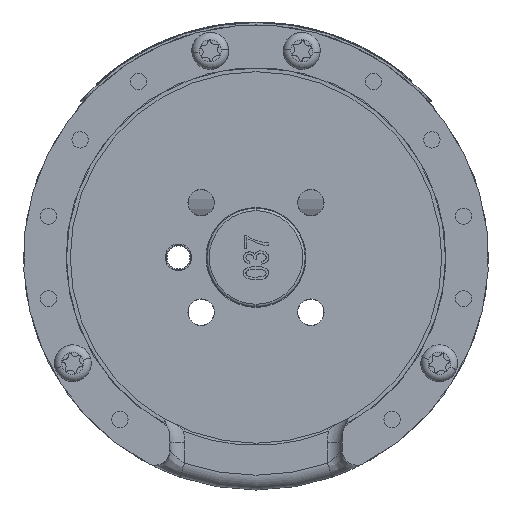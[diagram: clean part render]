
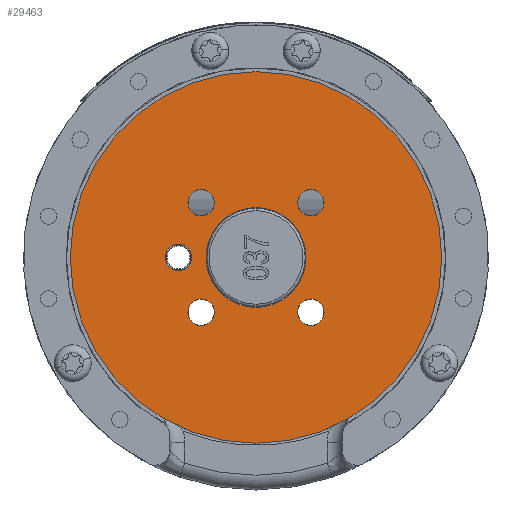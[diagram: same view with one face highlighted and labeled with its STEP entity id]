
A CAD part, front view. The second image highlights one B-rep face of the part: STEP entity #29463.
In plain terms, the highlighted planar face has unit normal (0, -1, 0).
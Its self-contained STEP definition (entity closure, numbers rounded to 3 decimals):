
#36 = ORIENTED_EDGE ( 'NONE', *, *, #964, .F. ) ;
#293 = CIRCLE ( 'NONE', #23301, 2.7 ) ;
#964 = EDGE_CURVE ( 'NONE', #10168, #31042, #26978, .T. ) ;
#1595 = AXIS2_PLACEMENT_3D ( 'NONE', #20051, #4921, #22632 ) ;
#2421 = EDGE_LOOP ( 'NONE', ( #14432, #7051 ) ) ;
#2891 = EDGE_CURVE ( 'NONE', #10327, #13019, #4352, .T. ) ;
#2939 = EDGE_LOOP ( 'NONE', ( #13252, #11303 ) ) ;
#2991 = ORIENTED_EDGE ( 'NONE', *, *, #14147, .F. ) ;
#3273 = DIRECTION ( 'NONE',  ( 0., -1., 0. ) ) ;
#3383 = EDGE_CURVE ( 'NONE', #11953, #26421, #8280, .T. ) ;
#3490 = AXIS2_PLACEMENT_3D ( 'NONE', #14888, #32446, #17386 ) ;
#3550 = AXIS2_PLACEMENT_3D ( 'NONE', #5884, #23983, #15550 ) ;
#3626 = AXIS2_PLACEMENT_3D ( 'NONE', #18397, #3273, #20936 ) ;
#3759 = EDGE_CURVE ( 'NONE', #21503, #22982, #27205, .T. ) ;
#3868 = VERTEX_POINT ( 'NONE', #14911 ) ;
#4352 = CIRCLE ( 'NONE', #10530, 10.15 ) ;
#4582 = CARTESIAN_POINT ( 'NONE',  ( 0., 4., -10.15 ) ) ;
#4730 = CARTESIAN_POINT ( 'NONE',  ( 0., 4., 0. ) ) ;
#4824 = CARTESIAN_POINT ( 'NONE',  ( 11.137, 4., -11.137 ) ) ;
#4921 = DIRECTION ( 'NONE',  ( 0., -1., 0. ) ) ;
#5049 = CIRCLE ( 'NONE', #6884, 37.75 ) ;
#5149 = FACE_BOUND ( 'NONE', #11858, .T. ) ;
#5308 = AXIS2_PLACEMENT_3D ( 'NONE', #6807, #24512, #9352 ) ;
#5375 = EDGE_LOOP ( 'NONE', ( #21858, #30388 ) ) ;
#5884 = CARTESIAN_POINT ( 'NONE',  ( -11.137, 4., -11.137 ) ) ;
#6573 = AXIS2_PLACEMENT_3D ( 'NONE', #4824, #22528, #7363 ) ;
#6807 = CARTESIAN_POINT ( 'NONE',  ( -15.75, 4., 0. ) ) ;
#6884 = AXIS2_PLACEMENT_3D ( 'NONE', #23303, #8124, #25800 ) ;
#6941 = VERTEX_POINT ( 'NONE', #31411 ) ;
#7013 = DIRECTION ( 'NONE',  ( 0., -1., 0. ) ) ;
#7051 = ORIENTED_EDGE ( 'NONE', *, *, #16912, .F. ) ;
#7363 = DIRECTION ( 'NONE',  ( 0., 0., 1. ) ) ;
#7529 = CARTESIAN_POINT ( 'NONE',  ( -11.137, 4., 11.137 ) ) ;
#8124 = DIRECTION ( 'NONE',  ( 0., -1., 0. ) ) ;
#8280 = CIRCLE ( 'NONE', #18344, 2.7 ) ;
#8501 = EDGE_LOOP ( 'NONE', ( #36, #12998 ) ) ;
#8894 = EDGE_CURVE ( 'NONE', #6941, #22294, #18298, .T. ) ;
#9352 = DIRECTION ( 'NONE',  ( 0., 0., 1. ) ) ;
#9633 = ORIENTED_EDGE ( 'NONE', *, *, #2891, .F. ) ;
#10053 = CARTESIAN_POINT ( 'NONE',  ( 11.137, 4., -11.137 ) ) ;
#10105 = DIRECTION ( 'NONE',  ( 0., 0., 1. ) ) ;
#10168 = VERTEX_POINT ( 'NONE', #11610 ) ;
#10300 = CARTESIAN_POINT ( 'NONE',  ( -11.137, 4., 11.137 ) ) ;
#10327 = VERTEX_POINT ( 'NONE', #17106 ) ;
#10530 = AXIS2_PLACEMENT_3D ( 'NONE', #24749, #26869, #15988 ) ;
#11303 = ORIENTED_EDGE ( 'NONE', *, *, #12681, .T. ) ;
#11329 = CARTESIAN_POINT ( 'NONE',  ( -11.137, 4., -13.837 ) ) ;
#11610 = CARTESIAN_POINT ( 'NONE',  ( 11.137, 4., -13.837 ) ) ;
#11858 = EDGE_LOOP ( 'NONE', ( #2991, #9633 ) ) ;
#11912 = FACE_OUTER_BOUND ( 'NONE', #2939, .T. ) ;
#11953 = VERTEX_POINT ( 'NONE', #18177 ) ;
#11972 = CIRCLE ( 'NONE', #1595, 2.7 ) ;
#12097 = EDGE_CURVE ( 'NONE', #13913, #23711, #27173, .T. ) ;
#12289 = AXIS2_PLACEMENT_3D ( 'NONE', #7529, #25220, #10105 ) ;
#12542 = CARTESIAN_POINT ( 'NONE',  ( 0., 4., 0. ) ) ;
#12681 = EDGE_CURVE ( 'NONE', #17665, #3868, #5049, .T. ) ;
#12807 = AXIS2_PLACEMENT_3D ( 'NONE', #10053, #28752, #16539 ) ;
#12866 = DIRECTION ( 'NONE',  ( 0., 0., 1. ) ) ;
#12998 = ORIENTED_EDGE ( 'NONE', *, *, #24085, .F. ) ;
#13019 = VERTEX_POINT ( 'NONE', #4582 ) ;
#13252 = ORIENTED_EDGE ( 'NONE', *, *, #27604, .T. ) ;
#13273 = CARTESIAN_POINT ( 'NONE',  ( 11.137, 4., 8.437 ) ) ;
#13693 = EDGE_LOOP ( 'NONE', ( #24202, #24785 ) ) ;
#13913 = VERTEX_POINT ( 'NONE', #19645 ) ;
#14147 = EDGE_CURVE ( 'NONE', #13019, #10327, #16860, .T. ) ;
#14432 = ORIENTED_EDGE ( 'NONE', *, *, #3759, .F. ) ;
#14888 = CARTESIAN_POINT ( 'NONE',  ( -11.137, 4., -11.137 ) ) ;
#14911 = CARTESIAN_POINT ( 'NONE',  ( 0., 4., -37.75 ) ) ;
#15082 = DIRECTION ( 'NONE',  ( 0., 0., 1. ) ) ;
#15550 = DIRECTION ( 'NONE',  ( 0., 0., 1. ) ) ;
#15988 = DIRECTION ( 'NONE',  ( 0., 0., 1. ) ) ;
#16017 = CARTESIAN_POINT ( 'NONE',  ( -15.75, 4., -2.7 ) ) ;
#16539 = DIRECTION ( 'NONE',  ( 0., 0., 1. ) ) ;
#16740 = CIRCLE ( 'NONE', #3490, 2.7 ) ;
#16860 = CIRCLE ( 'NONE', #3626, 10.15 ) ;
#16912 = EDGE_CURVE ( 'NONE', #22982, #21503, #16740, .T. ) ;
#17106 = CARTESIAN_POINT ( 'NONE',  ( 0., 4., 10.15 ) ) ;
#17386 = DIRECTION ( 'NONE',  ( 0., 0., 1. ) ) ;
#17554 = DIRECTION ( 'NONE',  ( 0., 0., 1. ) ) ;
#17665 = VERTEX_POINT ( 'NONE', #28621 ) ;
#17922 = EDGE_CURVE ( 'NONE', #26421, #11953, #11972, .T. ) ;
#18177 = CARTESIAN_POINT ( 'NONE',  ( 11.137, 4., 13.837 ) ) ;
#18208 = CARTESIAN_POINT ( 'NONE',  ( -11.137, 4., 13.837 ) ) ;
#18276 = AXIS2_PLACEMENT_3D ( 'NONE', #12542, #30097, #15082 ) ;
#18298 = CIRCLE ( 'NONE', #5308, 2.7 ) ;
#18344 = AXIS2_PLACEMENT_3D ( 'NONE', #24650, #27013, #19295 ) ;
#18397 = CARTESIAN_POINT ( 'NONE',  ( 0., 4., 0. ) ) ;
#18495 = CIRCLE ( 'NONE', #12289, 2.7 ) ;
#18596 = FACE_BOUND ( 'NONE', #8501, .T. ) ;
#19129 = CARTESIAN_POINT ( 'NONE',  ( -11.137, 4., -8.437 ) ) ;
#19295 = DIRECTION ( 'NONE',  ( 0., 0., 1. ) ) ;
#19645 = CARTESIAN_POINT ( 'NONE',  ( -11.137, 4., 8.437 ) ) ;
#19967 = DIRECTION ( 'NONE',  ( 0., -1., 0. ) ) ;
#20051 = CARTESIAN_POINT ( 'NONE',  ( 11.137, 4., 11.137 ) ) ;
#20173 = FACE_BOUND ( 'NONE', #13693, .T. ) ;
#20936 = DIRECTION ( 'NONE',  ( 0., 0., 1. ) ) ;
#20964 = FACE_BOUND ( 'NONE', #5375, .T. ) ;
#21273 = EDGE_CURVE ( 'NONE', #23711, #13913, #18495, .T. ) ;
#21503 = VERTEX_POINT ( 'NONE', #11329 ) ;
#21858 = ORIENTED_EDGE ( 'NONE', *, *, #12097, .F. ) ;
#22163 = CARTESIAN_POINT ( 'NONE',  ( -15.75, 4., 0. ) ) ;
#22294 = VERTEX_POINT ( 'NONE', #16017 ) ;
#22528 = DIRECTION ( 'NONE',  ( 0., -1., 0. ) ) ;
#22586 = EDGE_CURVE ( 'NONE', #22294, #6941, #293, .T. ) ;
#22632 = DIRECTION ( 'NONE',  ( 0., 0., 1. ) ) ;
#22982 = VERTEX_POINT ( 'NONE', #19129 ) ;
#23301 = AXIS2_PLACEMENT_3D ( 'NONE', #22163, #7013, #24709 ) ;
#23303 = CARTESIAN_POINT ( 'NONE',  ( 0., 4., 0. ) ) ;
#23711 = VERTEX_POINT ( 'NONE', #18208 ) ;
#23861 = CIRCLE ( 'NONE', #18276, 37.75 ) ;
#23983 = DIRECTION ( 'NONE',  ( 0., -1., 0. ) ) ;
#24085 = EDGE_CURVE ( 'NONE', #31042, #10168, #25515, .T. ) ;
#24202 = ORIENTED_EDGE ( 'NONE', *, *, #22586, .F. ) ;
#24512 = DIRECTION ( 'NONE',  ( 0., -1., 0. ) ) ;
#24650 = CARTESIAN_POINT ( 'NONE',  ( 11.137, 4., 11.137 ) ) ;
#24709 = DIRECTION ( 'NONE',  ( 0., 0., 1. ) ) ;
#24749 = CARTESIAN_POINT ( 'NONE',  ( 0., 4., 0. ) ) ;
#24785 = ORIENTED_EDGE ( 'NONE', *, *, #8894, .F. ) ;
#25220 = DIRECTION ( 'NONE',  ( 0., -1., 0. ) ) ;
#25309 = FACE_BOUND ( 'NONE', #27768, .T. ) ;
#25515 = CIRCLE ( 'NONE', #6573, 2.7 ) ;
#25800 = DIRECTION ( 'NONE',  ( 0., 0., 1. ) ) ;
#26421 = VERTEX_POINT ( 'NONE', #13273 ) ;
#26554 = ORIENTED_EDGE ( 'NONE', *, *, #3383, .F. ) ;
#26709 = CARTESIAN_POINT ( 'NONE',  ( 11.137, 4., -8.437 ) ) ;
#26869 = DIRECTION ( 'NONE',  ( 0., -1., 0. ) ) ;
#26978 = CIRCLE ( 'NONE', #12807, 2.7 ) ;
#27013 = DIRECTION ( 'NONE',  ( 0., -1., 0. ) ) ;
#27173 = CIRCLE ( 'NONE', #31754, 2.7 ) ;
#27205 = CIRCLE ( 'NONE', #3550, 2.7 ) ;
#27604 = EDGE_CURVE ( 'NONE', #3868, #17665, #23861, .T. ) ;
#27768 = EDGE_LOOP ( 'NONE', ( #31994, #26554 ) ) ;
#27889 = DIRECTION ( 'NONE',  ( 0., -1., 0. ) ) ;
#27983 = AXIS2_PLACEMENT_3D ( 'NONE', #4730, #19967, #17554 ) ;
#28621 = CARTESIAN_POINT ( 'NONE',  ( 0., 4., 37.75 ) ) ;
#28752 = DIRECTION ( 'NONE',  ( 0., -1., 0. ) ) ;
#29463 = ADVANCED_FACE ( 'NONE', ( #31947, #18596, #25309, #20964, #20173, #11912, #5149 ), #32607, .T. ) ;
#30097 = DIRECTION ( 'NONE',  ( 0., -1., 0. ) ) ;
#30388 = ORIENTED_EDGE ( 'NONE', *, *, #21273, .F. ) ;
#31042 = VERTEX_POINT ( 'NONE', #26709 ) ;
#31411 = CARTESIAN_POINT ( 'NONE',  ( -15.75, 4., 2.7 ) ) ;
#31754 = AXIS2_PLACEMENT_3D ( 'NONE', #10300, #27889, #12866 ) ;
#31947 = FACE_BOUND ( 'NONE', #2421, .T. ) ;
#31994 = ORIENTED_EDGE ( 'NONE', *, *, #17922, .F. ) ;
#32446 = DIRECTION ( 'NONE',  ( 0., -1., 0. ) ) ;
#32607 = PLANE ( 'NONE',  #27983 ) ;
